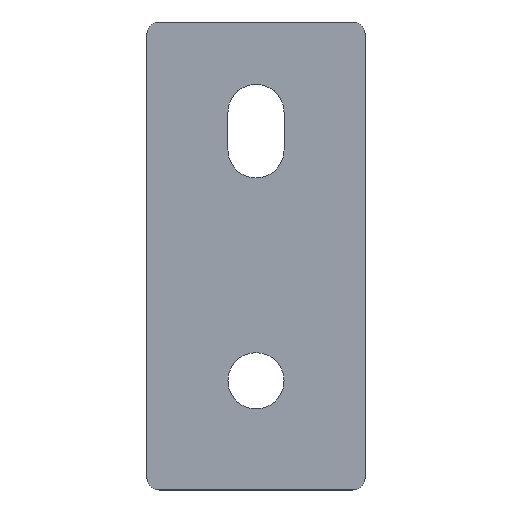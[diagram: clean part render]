
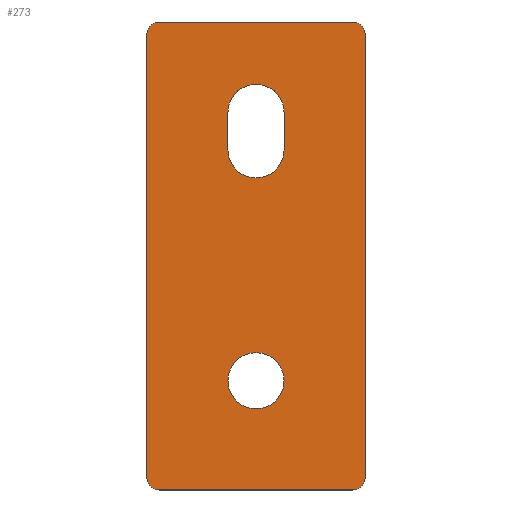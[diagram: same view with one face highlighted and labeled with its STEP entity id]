
A CAD part, top view. The second image highlights one B-rep face of the part: STEP entity #273.
In plain terms, the highlighted planar face has unit normal (0, 0, 1).
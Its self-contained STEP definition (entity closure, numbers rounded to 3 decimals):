
#15=FACE_BOUND('',#45,.T.);
#16=FACE_BOUND('',#46,.T.);
#20=PLANE('',#292);
#29=FACE_OUTER_BOUND('',#44,.T.);
#44=EDGE_LOOP('',(#193,#194,#195,#196,#197,#198,#199,#200));
#45=EDGE_LOOP('',(#201,#202,#203,#204));
#46=EDGE_LOOP('',(#205));
#65=LINE('',#414,#89);
#66=LINE('',#418,#90);
#67=LINE('',#422,#91);
#68=LINE('',#425,#92);
#69=LINE('',#430,#93);
#70=LINE('',#433,#94);
#89=VECTOR('',#330,31.);
#90=VECTOR('',#333,71.);
#91=VECTOR('',#336,31.);
#92=VECTOR('',#339,71.);
#93=VECTOR('',#342,6.);
#94=VECTOR('',#345,6.);
#111=CIRCLE('',#290,2.);
#113=CIRCLE('',#293,2.);
#114=CIRCLE('',#294,2.);
#115=CIRCLE('',#295,2.);
#116=CIRCLE('',#296,4.5);
#117=CIRCLE('',#297,4.5);
#118=CIRCLE('',#298,4.5);
#125=VERTEX_POINT('',#404);
#126=VERTEX_POINT('',#405);
#129=VERTEX_POINT('',#413);
#130=VERTEX_POINT('',#415);
#131=VERTEX_POINT('',#417);
#132=VERTEX_POINT('',#419);
#133=VERTEX_POINT('',#421);
#134=VERTEX_POINT('',#423);
#135=VERTEX_POINT('',#426);
#136=VERTEX_POINT('',#427);
#137=VERTEX_POINT('',#429);
#138=VERTEX_POINT('',#431);
#139=VERTEX_POINT('',#434);
#151=EDGE_CURVE('',#125,#126,#111,.T.);
#155=EDGE_CURVE('',#125,#129,#65,.T.);
#156=EDGE_CURVE('',#130,#129,#113,.T.);
#157=EDGE_CURVE('',#130,#131,#66,.T.);
#158=EDGE_CURVE('',#132,#131,#114,.T.);
#159=EDGE_CURVE('',#132,#133,#67,.T.);
#160=EDGE_CURVE('',#134,#133,#115,.T.);
#161=EDGE_CURVE('',#134,#126,#68,.T.);
#162=EDGE_CURVE('',#135,#136,#116,.T.);
#163=EDGE_CURVE('',#136,#137,#69,.T.);
#164=EDGE_CURVE('',#137,#138,#117,.T.);
#165=EDGE_CURVE('',#138,#135,#70,.T.);
#166=EDGE_CURVE('',#139,#139,#118,.T.);
#193=ORIENTED_EDGE('',*,*,#151,.F.);
#194=ORIENTED_EDGE('',*,*,#155,.T.);
#195=ORIENTED_EDGE('',*,*,#156,.F.);
#196=ORIENTED_EDGE('',*,*,#157,.T.);
#197=ORIENTED_EDGE('',*,*,#158,.F.);
#198=ORIENTED_EDGE('',*,*,#159,.T.);
#199=ORIENTED_EDGE('',*,*,#160,.F.);
#200=ORIENTED_EDGE('',*,*,#161,.T.);
#201=ORIENTED_EDGE('',*,*,#162,.T.);
#202=ORIENTED_EDGE('',*,*,#163,.T.);
#203=ORIENTED_EDGE('',*,*,#164,.T.);
#204=ORIENTED_EDGE('',*,*,#165,.T.);
#205=ORIENTED_EDGE('',*,*,#166,.T.);
#273=ADVANCED_FACE('',(#29,#15,#16),#20,.T.);
#290=AXIS2_PLACEMENT_3D('',#406,#322,#323);
#292=AXIS2_PLACEMENT_3D('',#412,#328,#329);
#293=AXIS2_PLACEMENT_3D('',#416,#331,#332);
#294=AXIS2_PLACEMENT_3D('',#420,#334,#335);
#295=AXIS2_PLACEMENT_3D('',#424,#337,#338);
#296=AXIS2_PLACEMENT_3D('',#428,#340,#341);
#297=AXIS2_PLACEMENT_3D('',#432,#343,#344);
#298=AXIS2_PLACEMENT_3D('',#435,#346,#347);
#322=DIRECTION('center_axis',(0.,0.,-1.));
#323=DIRECTION('ref_axis',(0.707,0.707,0.));
#328=DIRECTION('center_axis',(0.,0.,1.));
#329=DIRECTION('ref_axis',(1.,0.,0.));
#330=DIRECTION('',(-1.,0.,0.));
#331=DIRECTION('center_axis',(0.,0.,-1.));
#332=DIRECTION('ref_axis',(-0.707,0.707,0.));
#333=DIRECTION('',(0.,-1.,0.));
#334=DIRECTION('center_axis',(0.,0.,-1.));
#335=DIRECTION('ref_axis',(-0.707,-0.707,0.));
#336=DIRECTION('',(1.,0.,0.));
#337=DIRECTION('center_axis',(0.,0.,-1.));
#338=DIRECTION('ref_axis',(0.707,-0.707,0.));
#339=DIRECTION('',(0.,1.,0.));
#340=DIRECTION('center_axis',(0.,0.,-1.));
#341=DIRECTION('ref_axis',(1.,0.,0.));
#342=DIRECTION('',(0.,-1.,0.));
#343=DIRECTION('center_axis',(0.,0.,-1.));
#344=DIRECTION('ref_axis',(-1.,0.,0.));
#345=DIRECTION('',(0.,1.,0.));
#346=DIRECTION('center_axis',(0.,0.,-1.));
#347=DIRECTION('ref_axis',(-1.,0.,0.));
#404=CARTESIAN_POINT('',(15.5,37.5,4.5));
#405=CARTESIAN_POINT('',(17.5,35.5,4.5));
#406=CARTESIAN_POINT('Origin',(15.5,35.5,4.5));
#412=CARTESIAN_POINT('Origin',(0.,0.,4.5));
#413=CARTESIAN_POINT('',(-15.5,37.5,4.5));
#414=CARTESIAN_POINT('',(-17.5,37.5,4.5));
#415=CARTESIAN_POINT('',(-17.5,35.5,4.5));
#416=CARTESIAN_POINT('Origin',(-15.5,35.5,4.5));
#417=CARTESIAN_POINT('',(-17.5,-35.5,4.5));
#418=CARTESIAN_POINT('',(-17.5,-37.5,4.5));
#419=CARTESIAN_POINT('',(-15.5,-37.5,4.5));
#420=CARTESIAN_POINT('Origin',(-15.5,-35.5,4.5));
#421=CARTESIAN_POINT('',(15.5,-37.5,4.5));
#422=CARTESIAN_POINT('',(17.5,-37.5,4.5));
#423=CARTESIAN_POINT('',(17.5,-35.5,4.5));
#424=CARTESIAN_POINT('Origin',(15.5,-35.5,4.5));
#425=CARTESIAN_POINT('',(17.5,37.5,4.5));
#426=CARTESIAN_POINT('',(-4.5,23.,4.5));
#427=CARTESIAN_POINT('',(4.5,23.,4.5));
#428=CARTESIAN_POINT('Origin',(0.,23.,4.5));
#429=CARTESIAN_POINT('',(4.5,17.,4.5));
#430=CARTESIAN_POINT('',(4.5,8.5,4.5));
#431=CARTESIAN_POINT('',(-4.5,17.,4.5));
#432=CARTESIAN_POINT('Origin',(0.,17.,4.5));
#433=CARTESIAN_POINT('',(-4.5,11.5,4.5));
#434=CARTESIAN_POINT('',(4.5,-20.,4.5));
#435=CARTESIAN_POINT('Origin',(0.,-20.,4.5));
